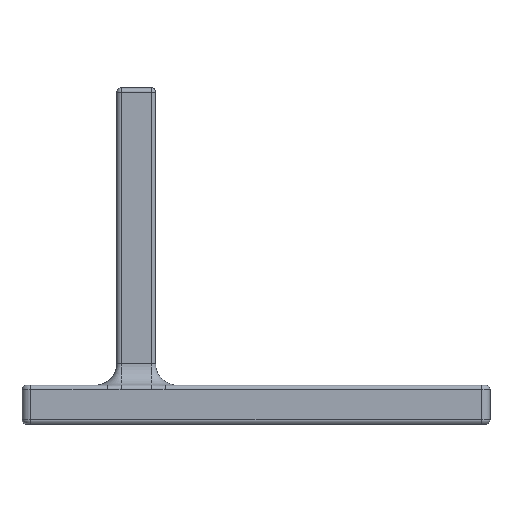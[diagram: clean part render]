
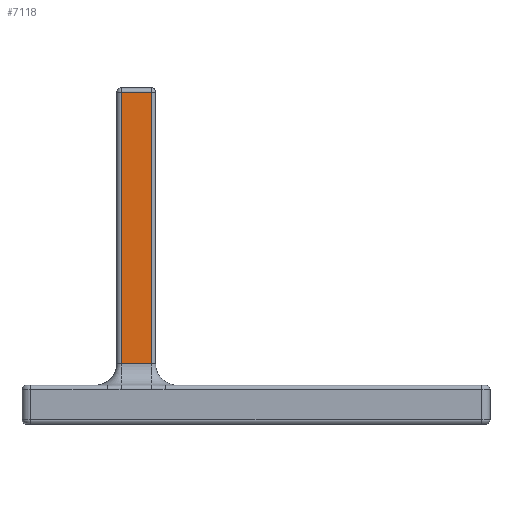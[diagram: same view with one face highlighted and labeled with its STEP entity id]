
A CAD part, front view. The second image highlights one B-rep face of the part: STEP entity #7118.
In plain terms, the highlighted planar face has unit normal (0, -1, 0).
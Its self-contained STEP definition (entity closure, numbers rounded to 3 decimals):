
#1407 = CYLINDRICAL_SURFACE('',#1408,1.);
#1408 = AXIS2_PLACEMENT_3D('',#1409,#1410,#1411);
#1409 = CARTESIAN_POINT('',(-31.3,-19.325,8.));
#1410 = DIRECTION('',(0.,0.,-1.));
#1411 = DIRECTION('',(1.,0.,0.));
#2361 = CYLINDRICAL_SURFACE('',#2362,1.);
#2362 = AXIS2_PLACEMENT_3D('',#2363,#2364,#2365);
#2363 = CARTESIAN_POINT('',(-24.3,-19.325,8.));
#2364 = DIRECTION('',(0.,0.,-1.));
#2365 = DIRECTION('',(1.,0.,0.));
#4234 = EDGE_CURVE('',#4235,#4237,#4239,.T.);
#4235 = VERTEX_POINT('',#4236);
#4236 = CARTESIAN_POINT('',(-31.3,-20.325,14.));
#4237 = VERTEX_POINT('',#4238);
#4238 = CARTESIAN_POINT('',(-31.3,-20.325,77.));
#4239 = SURFACE_CURVE('',#4240,(#4244,#4251),.PCURVE_S1.);
#4240 = LINE('',#4241,#4242);
#4241 = CARTESIAN_POINT('',(-31.3,-20.325,8.));
#4242 = VECTOR('',#4243,1.);
#4243 = DIRECTION('',(0.,0.,1.));
#4244 = PCURVE('',#1407,#4245);
#4245 = DEFINITIONAL_REPRESENTATION('',(#4246),#4250);
#4246 = LINE('',#4247,#4248);
#4247 = CARTESIAN_POINT('',(-4.712,0.));
#4248 = VECTOR('',#4249,1.);
#4249 = DIRECTION('',(-0.,-1.));
#4250 = ( GEOMETRIC_REPRESENTATION_CONTEXT(2) 
PARAMETRIC_REPRESENTATION_CONTEXT() REPRESENTATION_CONTEXT('2D SPACE',''
  ) );
#4251 = PCURVE('',#4252,#4257);
#4252 = PLANE('',#4253);
#4253 = AXIS2_PLACEMENT_3D('',#4254,#4255,#4256);
#4254 = CARTESIAN_POINT('',(-24.3,-20.325,8.));
#4255 = DIRECTION('',(0.,-1.,0.));
#4256 = DIRECTION('',(-1.,0.,0.));
#4257 = DEFINITIONAL_REPRESENTATION('',(#4258),#4262);
#4258 = LINE('',#4259,#4260);
#4259 = CARTESIAN_POINT('',(7.,0.));
#4260 = VECTOR('',#4261,1.);
#4261 = DIRECTION('',(0.,-1.));
#4262 = ( GEOMETRIC_REPRESENTATION_CONTEXT(2) 
PARAMETRIC_REPRESENTATION_CONTEXT() REPRESENTATION_CONTEXT('2D SPACE',''
  ) );
#5772 = VERTEX_POINT('',#5773);
#5773 = CARTESIAN_POINT('',(-24.3,-20.325,14.));
#5795 = EDGE_CURVE('',#5772,#5796,#5798,.T.);
#5796 = VERTEX_POINT('',#5797);
#5797 = CARTESIAN_POINT('',(-24.3,-20.325,77.));
#5798 = SURFACE_CURVE('',#5799,(#5803,#5810),.PCURVE_S1.);
#5799 = LINE('',#5800,#5801);
#5800 = CARTESIAN_POINT('',(-24.3,-20.325,8.));
#5801 = VECTOR('',#5802,1.);
#5802 = DIRECTION('',(0.,0.,1.));
#5803 = PCURVE('',#2361,#5804);
#5804 = DEFINITIONAL_REPRESENTATION('',(#5805),#5809);
#5805 = LINE('',#5806,#5807);
#5806 = CARTESIAN_POINT('',(-4.712,0.));
#5807 = VECTOR('',#5808,1.);
#5808 = DIRECTION('',(-0.,-1.));
#5809 = ( GEOMETRIC_REPRESENTATION_CONTEXT(2) 
PARAMETRIC_REPRESENTATION_CONTEXT() REPRESENTATION_CONTEXT('2D SPACE',''
  ) );
#5810 = PCURVE('',#4252,#5811);
#5811 = DEFINITIONAL_REPRESENTATION('',(#5812),#5816);
#5812 = LINE('',#5813,#5814);
#5813 = CARTESIAN_POINT('',(0.,-0.));
#5814 = VECTOR('',#5815,1.);
#5815 = DIRECTION('',(0.,-1.));
#5816 = ( GEOMETRIC_REPRESENTATION_CONTEXT(2) 
PARAMETRIC_REPRESENTATION_CONTEXT() REPRESENTATION_CONTEXT('2D SPACE',''
  ) );
#6613 = CYLINDRICAL_SURFACE('',#6614,5.);
#6614 = AXIS2_PLACEMENT_3D('',#6615,#6616,#6617);
#6615 = CARTESIAN_POINT('',(-31.3,-25.325,14.));
#6616 = DIRECTION('',(1.,0.,0.));
#6617 = DIRECTION('',(0.,0.,-1.));
#7059 = CYLINDRICAL_SURFACE('',#7060,1.);
#7060 = AXIS2_PLACEMENT_3D('',#7061,#7062,#7063);
#7061 = CARTESIAN_POINT('',(-24.3,-19.325,77.));
#7062 = DIRECTION('',(-1.,0.,0.));
#7063 = DIRECTION('',(0.,0.,1.));
#7118 = ADVANCED_FACE('',(#7119),#4252,.T.);
#7119 = FACE_BOUND('',#7120,.T.);
#7120 = EDGE_LOOP('',(#7121,#7122,#7143,#7144));
#7121 = ORIENTED_EDGE('',*,*,#4234,.F.);
#7122 = ORIENTED_EDGE('',*,*,#7123,.T.);
#7123 = EDGE_CURVE('',#4235,#5772,#7124,.T.);
#7124 = SURFACE_CURVE('',#7125,(#7129,#7136),.PCURVE_S1.);
#7125 = LINE('',#7126,#7127);
#7126 = CARTESIAN_POINT('',(-31.3,-20.325,14.));
#7127 = VECTOR('',#7128,1.);
#7128 = DIRECTION('',(1.,0.,0.));
#7129 = PCURVE('',#4252,#7130);
#7130 = DEFINITIONAL_REPRESENTATION('',(#7131),#7135);
#7131 = LINE('',#7132,#7133);
#7132 = CARTESIAN_POINT('',(7.,-6.));
#7133 = VECTOR('',#7134,1.);
#7134 = DIRECTION('',(-1.,0.));
#7135 = ( GEOMETRIC_REPRESENTATION_CONTEXT(2) 
PARAMETRIC_REPRESENTATION_CONTEXT() REPRESENTATION_CONTEXT('2D SPACE',''
  ) );
#7136 = PCURVE('',#6613,#7137);
#7137 = DEFINITIONAL_REPRESENTATION('',(#7138),#7142);
#7138 = LINE('',#7139,#7140);
#7139 = CARTESIAN_POINT('',(1.571,0.));
#7140 = VECTOR('',#7141,1.);
#7141 = DIRECTION('',(0.,1.));
#7142 = ( GEOMETRIC_REPRESENTATION_CONTEXT(2) 
PARAMETRIC_REPRESENTATION_CONTEXT() REPRESENTATION_CONTEXT('2D SPACE',''
  ) );
#7143 = ORIENTED_EDGE('',*,*,#5795,.T.);
#7144 = ORIENTED_EDGE('',*,*,#7145,.T.);
#7145 = EDGE_CURVE('',#5796,#4237,#7146,.T.);
#7146 = SURFACE_CURVE('',#7147,(#7151,#7158),.PCURVE_S1.);
#7147 = LINE('',#7148,#7149);
#7148 = CARTESIAN_POINT('',(-24.3,-20.325,77.));
#7149 = VECTOR('',#7150,1.);
#7150 = DIRECTION('',(-1.,0.,0.));
#7151 = PCURVE('',#4252,#7152);
#7152 = DEFINITIONAL_REPRESENTATION('',(#7153),#7157);
#7153 = LINE('',#7154,#7155);
#7154 = CARTESIAN_POINT('',(0.,-69.));
#7155 = VECTOR('',#7156,1.);
#7156 = DIRECTION('',(1.,0.));
#7157 = ( GEOMETRIC_REPRESENTATION_CONTEXT(2) 
PARAMETRIC_REPRESENTATION_CONTEXT() REPRESENTATION_CONTEXT('2D SPACE',''
  ) );
#7158 = PCURVE('',#7059,#7159);
#7159 = DEFINITIONAL_REPRESENTATION('',(#7160),#7164);
#7160 = LINE('',#7161,#7162);
#7161 = CARTESIAN_POINT('',(-1.571,0.));
#7162 = VECTOR('',#7163,1.);
#7163 = DIRECTION('',(-0.,1.));
#7164 = ( GEOMETRIC_REPRESENTATION_CONTEXT(2) 
PARAMETRIC_REPRESENTATION_CONTEXT() REPRESENTATION_CONTEXT('2D SPACE',''
  ) );
